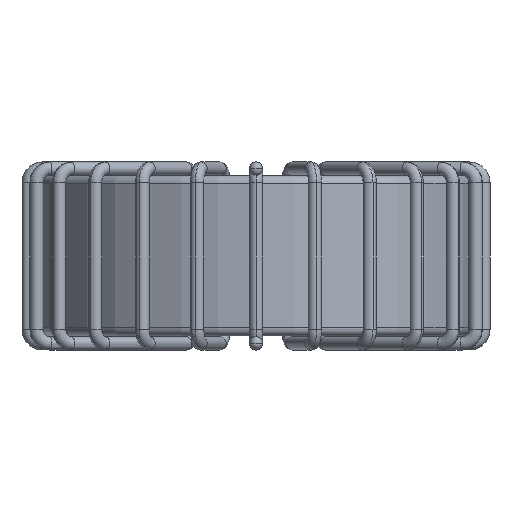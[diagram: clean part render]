
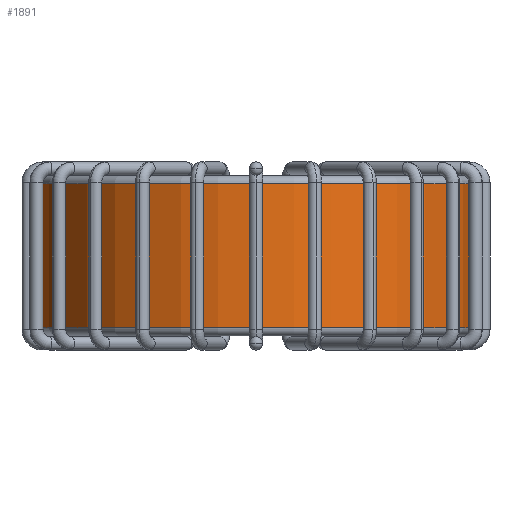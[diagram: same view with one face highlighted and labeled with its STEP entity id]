
A CAD part, front view. The second image highlights one B-rep face of the part: STEP entity #1891.
In plain terms, the highlighted cylindrical face has radius 16.5 mm (diameter 33 mm), a partial arc.
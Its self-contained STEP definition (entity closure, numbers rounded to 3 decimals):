
#202 = CIRCLE ( 'NONE', #9731, 16.5 ) ;
#207 = FACE_OUTER_BOUND ( 'NONE', #15939, .T. ) ;
#522 = LINE ( 'NONE', #14950, #9884 ) ;
#1721 = EDGE_CURVE ( 'NONE', #15957, #6752, #5984, .T. ) ;
#1831 = DIRECTION ( 'NONE',  ( 0., 0., -1. ) ) ;
#1891 = ADVANCED_FACE ( 'NONE', ( #207 ), #15882, .T. ) ;
#1952 = EDGE_CURVE ( 'NONE', #11342, #15957, #522, .T. ) ;
#2345 = CARTESIAN_POINT ( 'NONE',  ( 16.5, 0., 11.4 ) ) ;
#2684 = LINE ( 'NONE', #16900, #15758 ) ;
#3242 = AXIS2_PLACEMENT_3D ( 'NONE', #5683, #13833, #10884 ) ;
#3321 = AXIS2_PLACEMENT_3D ( 'NONE', #15035, #1831, #14769 ) ;
#3939 = DIRECTION ( 'NONE',  ( 0., 0., -1. ) ) ;
#4551 = ORIENTED_EDGE ( 'NONE', *, *, #6777, .F. ) ;
#5330 = CARTESIAN_POINT ( 'NONE',  ( -16.5, 0., 11.4 ) ) ;
#5683 = CARTESIAN_POINT ( 'NONE',  ( 0., 0., 0.6 ) ) ;
#5753 = DIRECTION ( 'NONE',  ( 0., 0., -1. ) ) ;
#5984 = CIRCLE ( 'NONE', #3242, 16.5 ) ;
#6140 = VERTEX_POINT ( 'NONE', #2345 ) ;
#6752 = VERTEX_POINT ( 'NONE', #7694 ) ;
#6777 = EDGE_CURVE ( 'NONE', #6140, #6752, #2684, .T. ) ;
#7564 = EDGE_CURVE ( 'NONE', #6140, #11342, #202, .T. ) ;
#7694 = CARTESIAN_POINT ( 'NONE',  ( 16.5, 0., 0.6 ) ) ;
#8342 = CARTESIAN_POINT ( 'NONE',  ( -16.5, 0., 0.6 ) ) ;
#8705 = CARTESIAN_POINT ( 'NONE',  ( 0., 0., 11.4 ) ) ;
#9731 = AXIS2_PLACEMENT_3D ( 'NONE', #8705, #16831, #13987 ) ;
#9884 = VECTOR ( 'NONE', #5753, 1000. ) ;
#10884 = DIRECTION ( 'NONE',  ( 1., 0., 0. ) ) ;
#11342 = VERTEX_POINT ( 'NONE', #5330 ) ;
#12866 = ORIENTED_EDGE ( 'NONE', *, *, #7564, .T. ) ;
#13364 = ORIENTED_EDGE ( 'NONE', *, *, #1721, .T. ) ;
#13833 = DIRECTION ( 'NONE',  ( 0., 0., 1. ) ) ;
#13987 = DIRECTION ( 'NONE',  ( 1., 0., 0. ) ) ;
#14769 = DIRECTION ( 'NONE',  ( -1., 0., 0. ) ) ;
#14950 = CARTESIAN_POINT ( 'NONE',  ( -16.5, 0., 12. ) ) ;
#15035 = CARTESIAN_POINT ( 'NONE',  ( 0., 0., 12. ) ) ;
#15758 = VECTOR ( 'NONE', #3939, 1000. ) ;
#15882 = CYLINDRICAL_SURFACE ( 'NONE', #3321, 16.5 ) ;
#15939 = EDGE_LOOP ( 'NONE', ( #4551, #12866, #16678, #13364 ) ) ;
#15957 = VERTEX_POINT ( 'NONE', #8342 ) ;
#16678 = ORIENTED_EDGE ( 'NONE', *, *, #1952, .T. ) ;
#16831 = DIRECTION ( 'NONE',  ( 0., 0., -1. ) ) ;
#16900 = CARTESIAN_POINT ( 'NONE',  ( 16.5, 0., 12. ) ) ;
